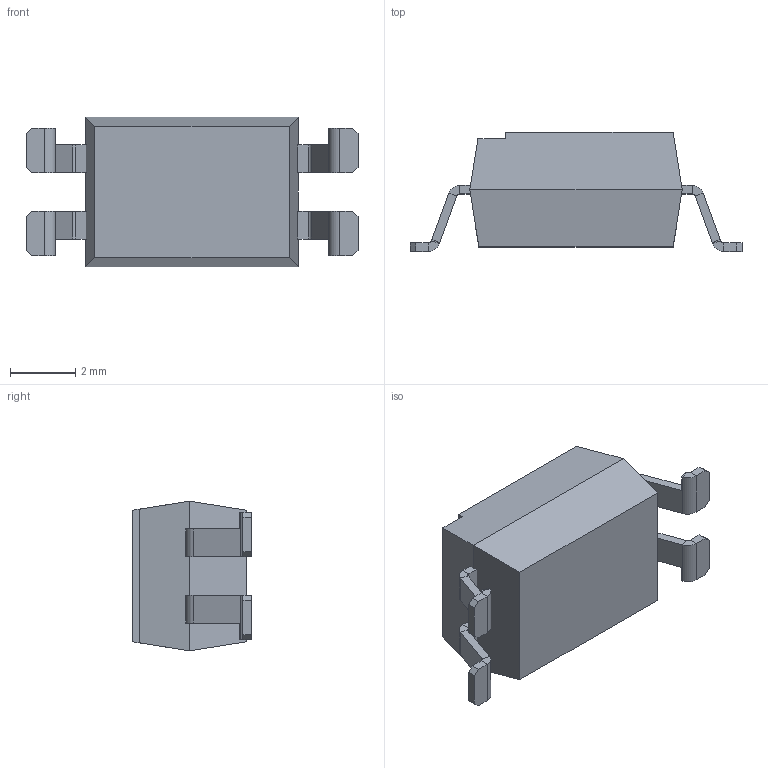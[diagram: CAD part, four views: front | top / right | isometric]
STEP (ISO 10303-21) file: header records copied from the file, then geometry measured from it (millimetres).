
FILE_DESCRIPTION (( 'STEP AP214' ), '1' );
FILE_NAME ('DIP4-OP9.STEP', '2015-12-06T20:06:05', ( '' ), ( '' ), 'SwSTEP 2.0', 'SolidWorks 2015', '' );
FILE_SCHEMA (( 'AUTOMOTIVE_DESIGN' ));
Length unit declared in the file: millimetre
Products named in the file (2): DIP4-OP9
Bounding box: 10.16 x 3.64 x 4.58 mm (x, y, z)
Volume: 108.6 mm3; surface area: 262.9 mm2
Topology: 3 solids, 3 shells, 136 faces, 328 edges, 196 vertices
Faces by surface type: plane 120, cylinder 16
Entity records: 4023 total; most frequent: CARTESIAN_POINT 662, ORIENTED_EDGE 656, DIRECTION 636, EDGE_CURVE 328, VECTOR 296, LINE 296, VERTEX_POINT 196, AXIS2_PLACEMENT_3D 170
